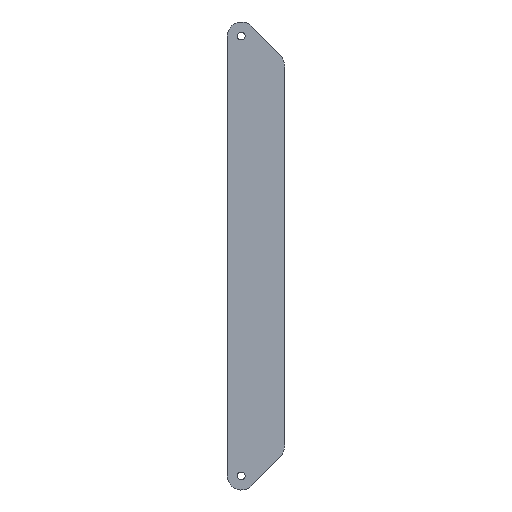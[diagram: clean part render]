
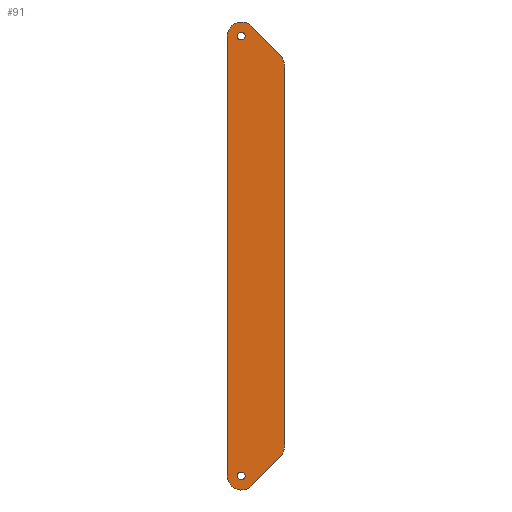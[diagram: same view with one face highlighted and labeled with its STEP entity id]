
A CAD part, front view. The second image highlights one B-rep face of the part: STEP entity #91.
In plain terms, the highlighted planar face has unit normal (0, -1, 0).
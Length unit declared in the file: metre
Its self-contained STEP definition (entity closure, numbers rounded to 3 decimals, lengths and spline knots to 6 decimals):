
#9 = CARTESIAN_POINT ( 'NONE',  ( 0., 0., -0.17 ) ) ;
#13 = DIRECTION ( 'NONE',  ( 0.707, 0., -0.707 ) ) ;
#22 = CARTESIAN_POINT ( 'NONE',  ( 0.003854, 0., -0.173854 ) ) ;
#25 = AXIS2_PLACEMENT_3D ( 'NONE', #48, #176, #214 ) ;
#26 = EDGE_CURVE ( 'NONE', #182, #213, #59, .T. ) ;
#28 = PLANE ( 'NONE',  #171 ) ;
#29 = ORIENTED_EDGE ( 'NONE', *, *, #387, .T. ) ;
#31 = VERTEX_POINT ( 'NONE', #76 ) ;
#41 = DIRECTION ( 'NONE',  ( 0., 1., 0. ) ) ;
#48 = CARTESIAN_POINT ( 'NONE',  ( 0., 0., 0. ) ) ;
#52 = LINE ( 'NONE', #64, #103 ) ;
#55 = DIRECTION ( 'NONE',  ( 0.707, 0., -0.707 ) ) ;
#59 = CIRCLE ( 'NONE', #275, 0.007071 ) ;
#64 = CARTESIAN_POINT ( 'NONE',  ( 0.003854, 0., 0.003854 ) ) ;
#70 = FACE_BOUND ( 'NONE', #322, .T. ) ;
#71 = CARTESIAN_POINT ( 'NONE',  ( -0.00545, 0., -0.17 ) ) ;
#76 = CARTESIAN_POINT ( 'NONE',  ( 0.0015, 0., -0.17 ) ) ;
#78 = VECTOR ( 'NONE', #354, 1. ) ;
#85 = ORIENTED_EDGE ( 'NONE', *, *, #95, .F. ) ;
#87 = CARTESIAN_POINT ( 'NONE',  ( 0.014707, 0., -0.163 ) ) ;
#91 = ADVANCED_FACE ( 'NONE', ( #248, #70, #362 ), #28, .F. ) ;
#95 = EDGE_CURVE ( 'NONE', #389, #462, #145, .T. ) ;
#103 = VECTOR ( 'NONE', #13, 1. ) ;
#106 = CARTESIAN_POINT ( 'NONE',  ( 0., 0., -0.17 ) ) ;
#118 = DIRECTION ( 'NONE',  ( 1., 0., 0. ) ) ;
#121 = ORIENTED_EDGE ( 'NONE', *, *, #169, .T. ) ;
#122 = EDGE_CURVE ( 'NONE', #459, #188, #480, .T. ) ;
#126 = ORIENTED_EDGE ( 'NONE', *, *, #272, .F. ) ;
#133 = DIRECTION ( 'NONE',  ( 0.707, 0., 0.707 ) ) ;
#136 = CIRCLE ( 'NONE', #379, 0.0015 ) ;
#142 = ORIENTED_EDGE ( 'NONE', *, *, #122, .F. ) ;
#143 = DIRECTION ( 'NONE',  ( 0., 0., -1. ) ) ;
#144 = ORIENTED_EDGE ( 'NONE', *, *, #283, .F. ) ;
#145 = CIRCLE ( 'NONE', #505, 0.00545 ) ;
#148 = CARTESIAN_POINT ( 'NONE',  ( 0.016779, 0., -0.012 ) ) ;
#155 = CARTESIAN_POINT ( 'NONE',  ( 0.014707, 0., -0.007 ) ) ;
#166 = CARTESIAN_POINT ( 'NONE',  ( 0.0015, 0., 0. ) ) ;
#169 = EDGE_CURVE ( 'NONE', #425, #206, #320, .T. ) ;
#171 = AXIS2_PLACEMENT_3D ( 'NONE', #514, #515, #118 ) ;
#174 = VECTOR ( 'NONE', #143, 1. ) ;
#176 = DIRECTION ( 'NONE',  ( 0., 1., 0. ) ) ;
#181 = DIRECTION ( 'NONE',  ( 0., 1., 0. ) ) ;
#182 = VERTEX_POINT ( 'NONE', #524 ) ;
#188 = VERTEX_POINT ( 'NONE', #296 ) ;
#190 = DIRECTION ( 'NONE',  ( 0., 1., 0. ) ) ;
#192 = ORIENTED_EDGE ( 'NONE', *, *, #361, .T. ) ;
#194 = CIRCLE ( 'NONE', #220, 0.00545 ) ;
#195 = DIRECTION ( 'NONE',  ( 0., 1., 0. ) ) ;
#198 = CIRCLE ( 'NONE', #25, 0.0015 ) ;
#200 = DIRECTION ( 'NONE',  ( 0., 1., 0. ) ) ;
#206 = VERTEX_POINT ( 'NONE', #166 ) ;
#212 = CARTESIAN_POINT ( 'NONE',  ( 0.009707, 0., -0.012 ) ) ;
#213 = VERTEX_POINT ( 'NONE', #87 ) ;
#214 = DIRECTION ( 'NONE',  ( 1., 0., 0. ) ) ;
#220 = AXIS2_PLACEMENT_3D ( 'NONE', #106, #190, #55 ) ;
#225 = EDGE_LOOP ( 'NONE', ( #412, #309, #500, #430, #144, #142, #126, #85 ) ) ;
#230 = ORIENTED_EDGE ( 'NONE', *, *, #241, .T. ) ;
#241 = EDGE_CURVE ( 'NONE', #206, #425, #198, .T. ) ;
#248 = FACE_OUTER_BOUND ( 'NONE', #225, .T. ) ;
#257 = DIRECTION ( 'NONE',  ( 0., 1., 0. ) ) ;
#260 = DIRECTION ( 'NONE',  ( 1., 0., 0. ) ) ;
#270 = VERTEX_POINT ( 'NONE', #416 ) ;
#272 = EDGE_CURVE ( 'NONE', #462, #459, #52, .T. ) ;
#275 = AXIS2_PLACEMENT_3D ( 'NONE', #357, #195, #398 ) ;
#282 = CARTESIAN_POINT ( 'NONE',  ( 0., 0., 0. ) ) ;
#283 = EDGE_CURVE ( 'NONE', #188, #182, #463, .T. ) ;
#284 = LINE ( 'NONE', #71, #512 ) ;
#296 = CARTESIAN_POINT ( 'NONE',  ( 0.016779, 0., -0.012 ) ) ;
#301 = DIRECTION ( 'NONE',  ( -1., 0., 0. ) ) ;
#302 = DIRECTION ( 'NONE',  ( 0., 1., 0. ) ) ;
#307 = AXIS2_PLACEMENT_3D ( 'NONE', #9, #302, #427 ) ;
#308 = CARTESIAN_POINT ( 'NONE',  ( -0.0015, 0., -0.17 ) ) ;
#309 = ORIENTED_EDGE ( 'NONE', *, *, #367, .F. ) ;
#320 = CIRCLE ( 'NONE', #337, 0.0015 ) ;
#321 = CARTESIAN_POINT ( 'NONE',  ( 0.003854, 0., 0.003854 ) ) ;
#322 = EDGE_LOOP ( 'NONE', ( #192, #29 ) ) ;
#323 = EDGE_CURVE ( 'NONE', #213, #479, #381, .T. ) ;
#329 = AXIS2_PLACEMENT_3D ( 'NONE', #212, #41, #133 ) ;
#337 = AXIS2_PLACEMENT_3D ( 'NONE', #452, #257, #260 ) ;
#352 = DIRECTION ( 'NONE',  ( 1., 0., 0. ) ) ;
#354 = DIRECTION ( 'NONE',  ( -0.707, 0., -0.707 ) ) ;
#357 = CARTESIAN_POINT ( 'NONE',  ( 0.009707, 0., -0.158 ) ) ;
#361 = EDGE_CURVE ( 'NONE', #31, #366, #136, .T. ) ;
#362 = FACE_BOUND ( 'NONE', #502, .T. ) ;
#366 = VERTEX_POINT ( 'NONE', #308 ) ;
#367 = EDGE_CURVE ( 'NONE', #479, #270, #194, .T. ) ;
#379 = AXIS2_PLACEMENT_3D ( 'NONE', #461, #181, #352 ) ;
#381 = LINE ( 'NONE', #501, #78 ) ;
#387 = EDGE_CURVE ( 'NONE', #366, #31, #405, .T. ) ;
#389 = VERTEX_POINT ( 'NONE', #457 ) ;
#398 = DIRECTION ( 'NONE',  ( 1., 0., 0. ) ) ;
#405 = CIRCLE ( 'NONE', #307, 0.0015 ) ;
#412 = ORIENTED_EDGE ( 'NONE', *, *, #509, .F. ) ;
#416 = CARTESIAN_POINT ( 'NONE',  ( -0.00545, 0., -0.17 ) ) ;
#425 = VERTEX_POINT ( 'NONE', #503 ) ;
#427 = DIRECTION ( 'NONE',  ( 1., 0., 0. ) ) ;
#430 = ORIENTED_EDGE ( 'NONE', *, *, #26, .F. ) ;
#432 = DIRECTION ( 'NONE',  ( 0., 0., 1. ) ) ;
#452 = CARTESIAN_POINT ( 'NONE',  ( 0., 0., 0. ) ) ;
#457 = CARTESIAN_POINT ( 'NONE',  ( -0.00545, 0., 0. ) ) ;
#459 = VERTEX_POINT ( 'NONE', #155 ) ;
#461 = CARTESIAN_POINT ( 'NONE',  ( 0., 0., -0.17 ) ) ;
#462 = VERTEX_POINT ( 'NONE', #321 ) ;
#463 = LINE ( 'NONE', #148, #174 ) ;
#479 = VERTEX_POINT ( 'NONE', #22 ) ;
#480 = CIRCLE ( 'NONE', #329, 0.007071 ) ;
#500 = ORIENTED_EDGE ( 'NONE', *, *, #323, .F. ) ;
#501 = CARTESIAN_POINT ( 'NONE',  ( 0.014707, 0., -0.163 ) ) ;
#502 = EDGE_LOOP ( 'NONE', ( #230, #121 ) ) ;
#503 = CARTESIAN_POINT ( 'NONE',  ( -0.0015, 0., 0. ) ) ;
#505 = AXIS2_PLACEMENT_3D ( 'NONE', #282, #200, #301 ) ;
#509 = EDGE_CURVE ( 'NONE', #270, #389, #284, .T. ) ;
#512 = VECTOR ( 'NONE', #432, 1. ) ;
#514 = CARTESIAN_POINT ( 'NONE',  ( 0.005664, 0., -0.085 ) ) ;
#515 = DIRECTION ( 'NONE',  ( 0., 1., 0. ) ) ;
#524 = CARTESIAN_POINT ( 'NONE',  ( 0.016779, 0., -0.158 ) ) ;
